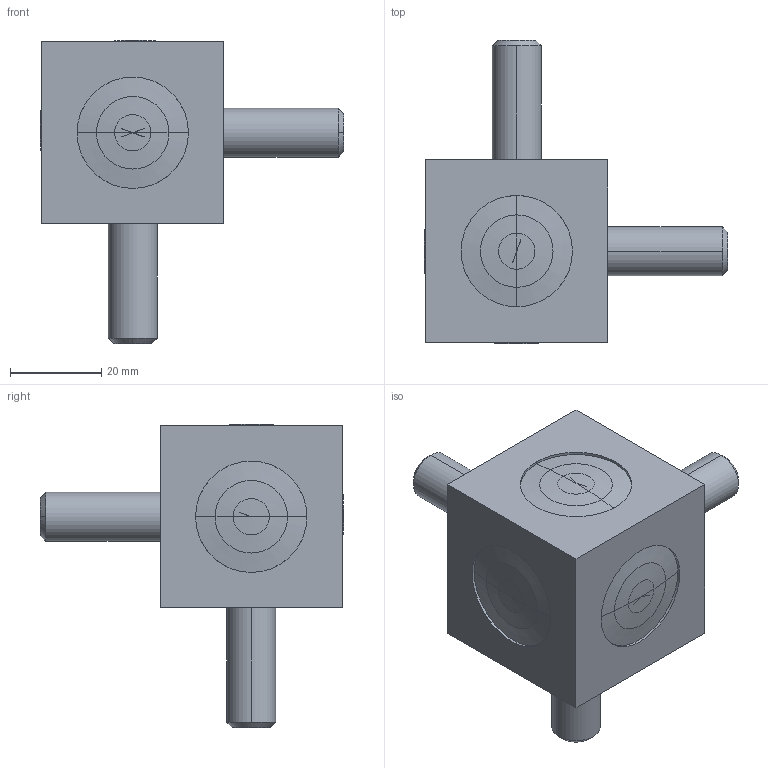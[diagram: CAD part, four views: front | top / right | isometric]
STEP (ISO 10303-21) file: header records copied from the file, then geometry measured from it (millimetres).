
FILE_DESCRIPTION(('STEP AP214'),'1');
FILE_NAME('cctmp_DAFFE72A-6FF4-416F-A45E-4B844B0367F6_2020_1_20_9_29_58_323..stp','2020-01-20T08:29:58',('Bosch Rexroth AG'),('CADClick - www.CADClick.com'),'Spatial InterOp 3D',' ','unknown authorization - (Healing Option Enabled)');
FILE_SCHEMA(('AUTOMOTIVE_DESIGN'));
Length unit declared in the file: millimetre
Products named in the file (1): 2020_01_20__09-29-58-323
Bounding box: 66.6 x 66.6 x 66.6 mm (x, y, z)
Volume: 49733.5 mm3; surface area: 22422.6 mm2
Topology: 1 solids, 2 shells, 135 faces, 308 edges, 177 vertices
Faces by surface type: cone 60, cylinder 42, plane 33
Entity records: 5614 total; most frequent: CARTESIAN_POINT 1421, DIRECTION 716, ORIENTED_EDGE 604, EDGE_CURVE 302, AXIS2_PLACEMENT_3D 298, VERTEX_POINT 177, EDGE_LOOP 147, CIRCLE 142
